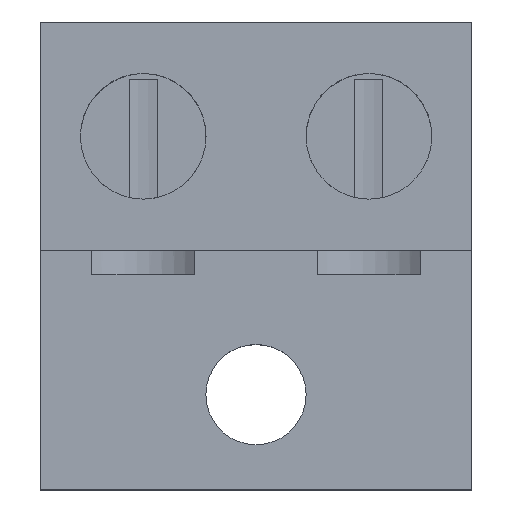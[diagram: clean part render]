
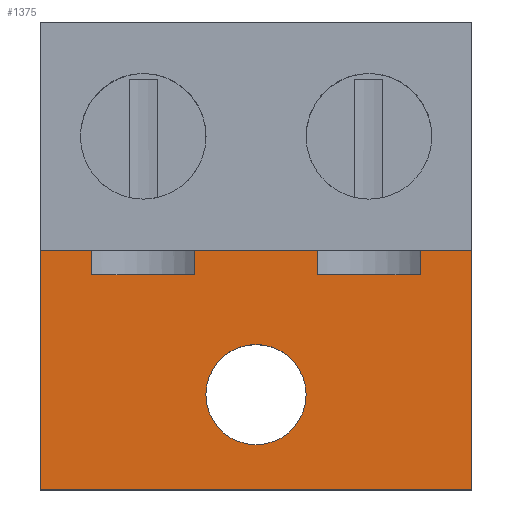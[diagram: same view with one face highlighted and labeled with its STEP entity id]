
A CAD part, top view. The second image highlights one B-rep face of the part: STEP entity #1375.
In plain terms, the highlighted planar face has unit normal (0, 0, 1).
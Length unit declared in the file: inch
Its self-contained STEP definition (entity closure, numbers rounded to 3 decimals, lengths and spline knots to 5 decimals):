
#1 = VERTEX_POINT ( 'NONE', #1382 ) ;
#41 = EDGE_CURVE ( 'NONE', #1006, #206, #1561, .T. ) ;
#46 = LINE ( 'NONE', #1450, #1141 ) ;
#47 = CARTESIAN_POINT ( 'NONE',  ( -0.43087, -0.15, 0.159 ) ) ;
#56 = EDGE_CURVE ( 'NONE', #312, #1589, #246, .T. ) ;
#66 = VECTOR ( 'NONE', #802, 39.37008 ) ;
#77 = VERTEX_POINT ( 'NONE', #681 ) ;
#122 = DIRECTION ( 'NONE',  ( 1., 0., 0. ) ) ;
#124 = VERTEX_POINT ( 'NONE', #1547 ) ;
#129 = DIRECTION ( 'NONE',  ( -1., 0., 0. ) ) ;
#134 = DIRECTION ( 'NONE',  ( 1., 0., 0. ) ) ;
#136 = AXIS2_PLACEMENT_3D ( 'NONE', #1482, #1472, #892 ) ;
#138 = DIRECTION ( 'NONE',  ( 0., 0., -1. ) ) ;
#143 = CARTESIAN_POINT ( 'NONE',  ( 0., -0.677, 0.159 ) ) ;
#147 = VERTEX_POINT ( 'NONE', #337 ) ;
#153 = LINE ( 'NONE', #1571, #1148 ) ;
#161 = CARTESIAN_POINT ( 'NONE',  ( 0.566, -0.15, 0.159 ) ) ;
#163 = EDGE_LOOP ( 'NONE', ( #301, #651 ) ) ;
#200 = EDGE_CURVE ( 'NONE', #206, #77, #1545, .T. ) ;
#204 = VERTEX_POINT ( 'NONE', #1315 ) ;
#206 = VERTEX_POINT ( 'NONE', #1553 ) ;
#212 = EDGE_CURVE ( 'NONE', #842, #1, #1304, .T. ) ;
#246 = LINE ( 'NONE', #1179, #1518 ) ;
#271 = LINE ( 'NONE', #658, #355 ) ;
#280 = VERTEX_POINT ( 'NONE', #744 ) ;
#301 = ORIENTED_EDGE ( 'NONE', *, *, #1046, .T. ) ;
#302 = CARTESIAN_POINT ( 'NONE',  ( 0.16113, -0.15, 0.159 ) ) ;
#312 = VERTEX_POINT ( 'NONE', #356 ) ;
#337 = CARTESIAN_POINT ( 'NONE',  ( 0., -0.5455, 0.159 ) ) ;
#355 = VECTOR ( 'NONE', #122, 39.37008 ) ;
#356 = CARTESIAN_POINT ( 'NONE',  ( -0.16113, -0.3625, 0.159 ) ) ;
#359 = CARTESIAN_POINT ( 'NONE',  ( -0.566, -0.927, 0.159 ) ) ;
#366 = DIRECTION ( 'NONE',  ( 0., 1., 0. ) ) ;
#368 = VECTOR ( 'NONE', #419, 39.37008 ) ;
#377 = EDGE_CURVE ( 'NONE', #550, #1, #46, .T. ) ;
#399 = DIRECTION ( 'NONE',  ( 0., 1., 0. ) ) ;
#412 = CARTESIAN_POINT ( 'NONE',  ( -0.16113, -0.15, 0.159 ) ) ;
#419 = DIRECTION ( 'NONE',  ( 0., -1., 0. ) ) ;
#430 = ORIENTED_EDGE ( 'NONE', *, *, #805, .F. ) ;
#436 = DIRECTION ( 'NONE',  ( 1., 0., 0. ) ) ;
#440 = DIRECTION ( 'NONE',  ( 0., 1., 0. ) ) ;
#474 = VECTOR ( 'NONE', #129, 39.37008 ) ;
#477 = CARTESIAN_POINT ( 'NONE',  ( 0.566, -0.15, 0.159 ) ) ;
#505 = ORIENTED_EDGE ( 'NONE', *, *, #1251, .F. ) ;
#507 = CARTESIAN_POINT ( 'NONE',  ( 0.566, -0.927, 0.159 ) ) ;
#546 = VERTEX_POINT ( 'NONE', #895 ) ;
#550 = VERTEX_POINT ( 'NONE', #1380 ) ;
#599 = CARTESIAN_POINT ( 'NONE',  ( 0.16113, -0.15, 0.159 ) ) ;
#602 = DIRECTION ( 'NONE',  ( 1., 0., 0. ) ) ;
#606 = DIRECTION ( 'NONE',  ( 0., 1., 0. ) ) ;
#639 = EDGE_CURVE ( 'NONE', #280, #974, #712, .T. ) ;
#651 = ORIENTED_EDGE ( 'NONE', *, *, #1408, .T. ) ;
#658 = CARTESIAN_POINT ( 'NONE',  ( 0.566, -0.3625, 0.159 ) ) ;
#661 = VECTOR ( 'NONE', #134, 39.37008 ) ;
#668 = ORIENTED_EDGE ( 'NONE', *, *, #377, .T. ) ;
#679 = CIRCLE ( 'NONE', #136, 0.1315 ) ;
#681 = CARTESIAN_POINT ( 'NONE',  ( 0.43087, -0.3625, 0.159 ) ) ;
#712 = LINE ( 'NONE', #1276, #474 ) ;
#720 = DIRECTION ( 'NONE',  ( 0., 1., 0. ) ) ;
#725 = CARTESIAN_POINT ( 'NONE',  ( -0.566, -0.15, 0.159 ) ) ;
#743 = DIRECTION ( 'NONE',  ( 0., 0., -1. ) ) ;
#744 = CARTESIAN_POINT ( 'NONE',  ( -0.43087, -0.15, 0.159 ) ) ;
#758 = EDGE_CURVE ( 'NONE', #280, #124, #774, .T. ) ;
#774 = LINE ( 'NONE', #47, #66 ) ;
#800 = ORIENTED_EDGE ( 'NONE', *, *, #1260, .F. ) ;
#802 = DIRECTION ( 'NONE',  ( 0., -1., 0. ) ) ;
#805 = EDGE_CURVE ( 'NONE', #1589, #1006, #1306, .T. ) ;
#842 = VERTEX_POINT ( 'NONE', #1072 ) ;
#856 = PLANE ( 'NONE',  #1038 ) ;
#868 = ORIENTED_EDGE ( 'NONE', *, *, #41, .F. ) ;
#871 = LINE ( 'NONE', #359, #1018 ) ;
#892 = DIRECTION ( 'NONE',  ( 0., 1., 0. ) ) ;
#895 = CARTESIAN_POINT ( 'NONE',  ( -0.566, -0.927, 0.159 ) ) ;
#912 = ORIENTED_EDGE ( 'NONE', *, *, #212, .F. ) ;
#974 = VERTEX_POINT ( 'NONE', #725 ) ;
#975 = VECTOR ( 'NONE', #1440, 39.37008 ) ;
#1006 = VERTEX_POINT ( 'NONE', #599 ) ;
#1018 = VECTOR ( 'NONE', #366, 39.37008 ) ;
#1027 = EDGE_LOOP ( 'NONE', ( #1483, #1161, #1392, #1351, #800, #1240, #668, #912, #505, #1403, #868, #430 ) ) ;
#1038 = AXIS2_PLACEMENT_3D ( 'NONE', #477, #743, #1594 ) ;
#1046 = EDGE_CURVE ( 'NONE', #147, #204, #679, .T. ) ;
#1048 = VECTOR ( 'NONE', #436, 39.37008 ) ;
#1072 = CARTESIAN_POINT ( 'NONE',  ( 0.43087, -0.15, 0.159 ) ) ;
#1141 = VECTOR ( 'NONE', #720, 39.37008 ) ;
#1146 = LINE ( 'NONE', #507, #661 ) ;
#1148 = VECTOR ( 'NONE', #606, 39.37008 ) ;
#1161 = ORIENTED_EDGE ( 'NONE', *, *, #1379, .F. ) ;
#1179 = CARTESIAN_POINT ( 'NONE',  ( -0.16113, -0.15, 0.159 ) ) ;
#1184 = VECTOR ( 'NONE', #602, 39.37008 ) ;
#1240 = ORIENTED_EDGE ( 'NONE', *, *, #1410, .T. ) ;
#1251 = EDGE_CURVE ( 'NONE', #77, #842, #153, .T. ) ;
#1260 = EDGE_CURVE ( 'NONE', #546, #974, #871, .T. ) ;
#1276 = CARTESIAN_POINT ( 'NONE',  ( 0.566, -0.15, 0.159 ) ) ;
#1304 = LINE ( 'NONE', #1325, #975 ) ;
#1306 = LINE ( 'NONE', #161, #1048 ) ;
#1307 = CIRCLE ( 'NONE', #1499, 0.1315 ) ;
#1315 = CARTESIAN_POINT ( 'NONE',  ( 0., -0.8085, 0.159 ) ) ;
#1319 = CARTESIAN_POINT ( 'NONE',  ( 0.566, -0.3625, 0.159 ) ) ;
#1325 = CARTESIAN_POINT ( 'NONE',  ( 0.566, -0.15, 0.159 ) ) ;
#1351 = ORIENTED_EDGE ( 'NONE', *, *, #639, .T. ) ;
#1375 = ADVANCED_FACE ( 'NONE', ( #1433, #1511 ), #856, .F. ) ;
#1379 = EDGE_CURVE ( 'NONE', #124, #312, #271, .T. ) ;
#1380 = CARTESIAN_POINT ( 'NONE',  ( 0.566, -0.927, 0.159 ) ) ;
#1382 = CARTESIAN_POINT ( 'NONE',  ( 0.566, -0.15, 0.159 ) ) ;
#1392 = ORIENTED_EDGE ( 'NONE', *, *, #758, .F. ) ;
#1403 = ORIENTED_EDGE ( 'NONE', *, *, #200, .F. ) ;
#1408 = EDGE_CURVE ( 'NONE', #204, #147, #1307, .T. ) ;
#1410 = EDGE_CURVE ( 'NONE', #546, #550, #1146, .T. ) ;
#1433 = FACE_OUTER_BOUND ( 'NONE', #1027, .T. ) ;
#1440 = DIRECTION ( 'NONE',  ( 1., 0., 0. ) ) ;
#1450 = CARTESIAN_POINT ( 'NONE',  ( 0.566, -0.927, 0.159 ) ) ;
#1472 = DIRECTION ( 'NONE',  ( 0., 0., -1. ) ) ;
#1482 = CARTESIAN_POINT ( 'NONE',  ( 0., -0.677, 0.159 ) ) ;
#1483 = ORIENTED_EDGE ( 'NONE', *, *, #56, .F. ) ;
#1499 = AXIS2_PLACEMENT_3D ( 'NONE', #143, #138, #399 ) ;
#1511 = FACE_BOUND ( 'NONE', #163, .T. ) ;
#1518 = VECTOR ( 'NONE', #440, 39.37008 ) ;
#1545 = LINE ( 'NONE', #1319, #1184 ) ;
#1547 = CARTESIAN_POINT ( 'NONE',  ( -0.43087, -0.3625, 0.159 ) ) ;
#1553 = CARTESIAN_POINT ( 'NONE',  ( 0.16113, -0.3625, 0.159 ) ) ;
#1561 = LINE ( 'NONE', #302, #368 ) ;
#1571 = CARTESIAN_POINT ( 'NONE',  ( 0.43087, -0.15, 0.159 ) ) ;
#1589 = VERTEX_POINT ( 'NONE', #412 ) ;
#1594 = DIRECTION ( 'NONE',  ( 0., 1., 0. ) ) ;
